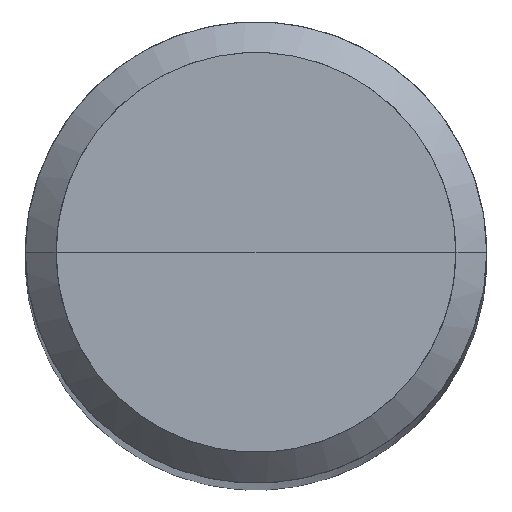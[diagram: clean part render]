
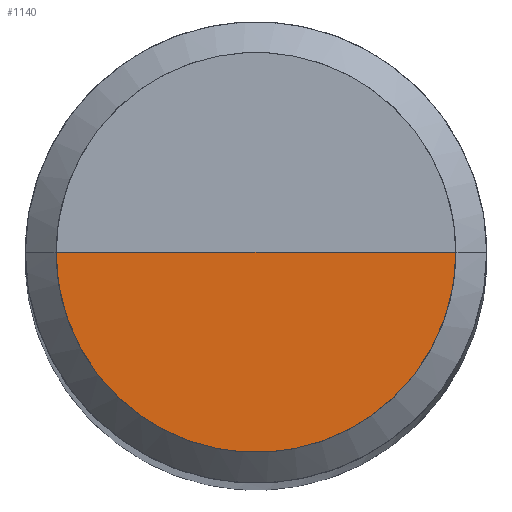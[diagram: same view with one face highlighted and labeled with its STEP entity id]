
A CAD part, top view. The second image highlights one B-rep face of the part: STEP entity #1140.
In plain terms, the highlighted free-form (B-spline) face has degree [1, 2] with [2, 5] control points.
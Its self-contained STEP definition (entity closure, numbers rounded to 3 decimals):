
#785=CARTESIAN_POINT('',(1.3,0.0,26.5));
#789=CARTESIAN_POINT('',(-1.3,0.0,26.5));
#790=CARTESIAN_POINT('',(0.0,0.0,26.5));
#800=CARTESIAN_POINT('',(-1.3,-1.3,26.5));
#801=CARTESIAN_POINT('',(0.0,-1.3,26.5));
#802=CARTESIAN_POINT('',(1.3,-1.3,26.5));
#1125=(
BOUNDED_SURFACE()
B_SPLINE_SURFACE(1,2,(
(#789,#800,#801,#802,#785),
(#790,#790,#790,#790,#790)
), .UNSPECIFIED.,.F.,.F.,.F.)
B_SPLINE_SURFACE_WITH_KNOTS((2,2),(3,2,3),(
0.0,1.0),(
0.0,0.5,1.0), .UNSPECIFIED.)
GEOMETRIC_REPRESENTATION_ITEM()
RATIONAL_B_SPLINE_SURFACE(((1.0,0.707,1.0,0.707,1.0),
(1.0,0.707,1.0,0.707,1.0)
))
REPRESENTATION_ITEM('')
SURFACE()
);
#1126=(
BOUNDED_CURVE()
B_SPLINE_CURVE(2,(#785,#802,#801,#800,#789),.UNSPECIFIED.,.F.,.F.)
B_SPLINE_CURVE_WITH_KNOTS((3,2,3),
(0.0,0.5,1.0),.UNSPECIFIED.)
CURVE()
GEOMETRIC_REPRESENTATION_ITEM()
RATIONAL_B_SPLINE_CURVE((1.0,0.707,1.0,0.707,1.0))
REPRESENTATION_ITEM('')
);
#1127=(
BOUNDED_CURVE()
B_SPLINE_CURVE(1,(#789,#790),.UNSPECIFIED.,.F.,.F.)
B_SPLINE_CURVE_WITH_KNOTS((2,2),
(0.0,1.0),.UNSPECIFIED.)
CURVE()
GEOMETRIC_REPRESENTATION_ITEM()
RATIONAL_B_SPLINE_CURVE((1.0,1.0))
REPRESENTATION_ITEM('')
);
#1128=(
BOUNDED_CURVE()
B_SPLINE_CURVE(1,(#790,#785),.UNSPECIFIED.,.F.,.F.)
B_SPLINE_CURVE_WITH_KNOTS((2,2),
(0.0,1.0),.UNSPECIFIED.)
CURVE()
GEOMETRIC_REPRESENTATION_ITEM()
RATIONAL_B_SPLINE_CURVE((1.0,1.0))
REPRESENTATION_ITEM('')
);
#1129=VERTEX_POINT('',#785);
#1130=VERTEX_POINT('',#789);
#1131=VERTEX_POINT('',#790);
#1132=EDGE_CURVE('',#1129,#1130,#1126,.T.);
#1133=EDGE_CURVE('',#1130,#1131,#1127,.T.);
#1134=EDGE_CURVE('',#1131,#1129,#1128,.T.);
#1135=ORIENTED_EDGE('',*,*,#1132,.T.);
#1136=ORIENTED_EDGE('',*,*,#1133,.T.);
#1137=ORIENTED_EDGE('',*,*,#1134,.T.);
#1138=EDGE_LOOP('',(#1135,#1136,#1137));
#1139=FACE_OUTER_BOUND('',#1138,.T.);
#1140=ADVANCED_FACE('',(#1139),#1125,.T.);
